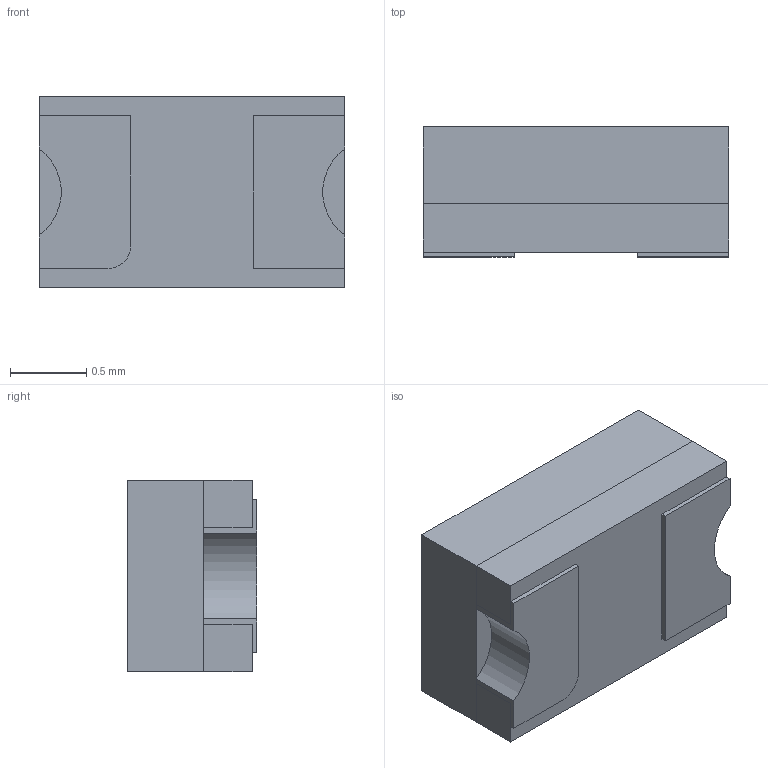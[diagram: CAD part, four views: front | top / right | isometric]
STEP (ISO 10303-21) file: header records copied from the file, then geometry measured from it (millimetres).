
FILE_DESCRIPTION (( 'STEP AP214' ), '1' );
FILE_NAME ('VSMY1850X01.STEP', '2019-09-17T10:40:34', ( '' ), ( '' ), 'SwSTEP 2.0', 'SolidWorks 2017', '' );
FILE_SCHEMA (( 'AUTOMOTIVE_DESIGN' ));
Length unit declared in the file: millimetre
Products named in the file (1): VSMY1850X01
Bounding box: 2 x 0.85 x 1.25 mm (x, y, z)
Volume: 2 mm3; surface area: 18.4 mm2
Topology: 4 solids, 4 shells, 37 faces, 87 edges, 58 vertices
Faces by surface type: plane 30, cylinder 7
Entity records: 1116 total; most frequent: CARTESIAN_POINT 183, DIRECTION 177, ORIENTED_EDGE 174, EDGE_CURVE 87, VECTOR 73, LINE 73, VERTEX_POINT 58, AXIS2_PLACEMENT_3D 52
